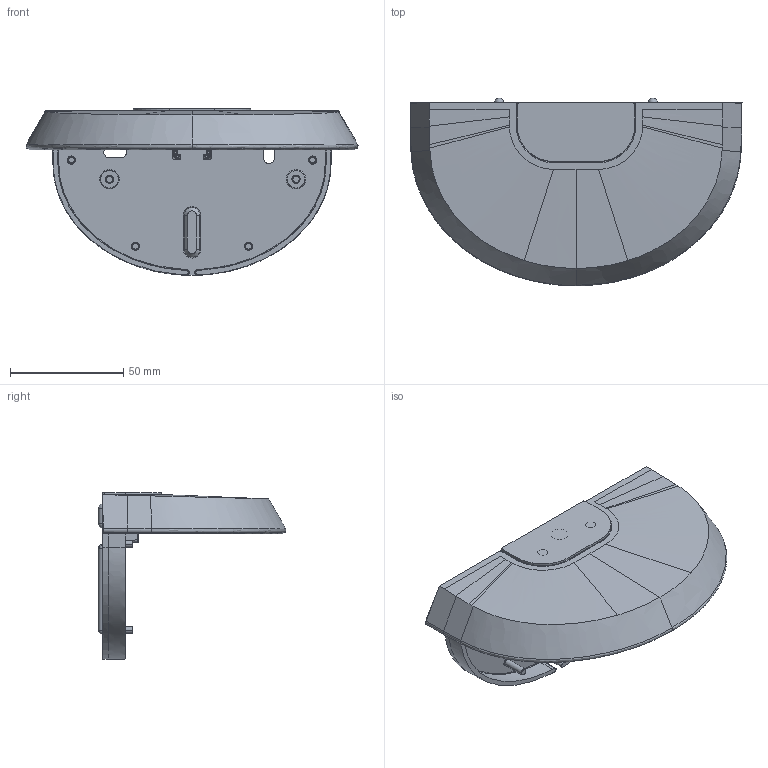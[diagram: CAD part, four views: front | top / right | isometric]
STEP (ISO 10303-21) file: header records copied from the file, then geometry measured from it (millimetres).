
FILE_DESCRIPTION((''),'2;1');
FILE_NAME('DB_007070_BG_WETTERHAUBE_RMS_AS_ASM','2012-02-14T',('dhelisch'),(''),'PRO/ENGINEER BY PARAMETRIC TECHNOLOGY CORPORATION, 2007250','PRO/ENGINEER BY PARAMETRIC TECHNOLOGY CORPORATION, 2007250','');
FILE_SCHEMA(('CONFIG_CONTROL_DESIGN'));
Length unit declared in the file: millimetre
Products named in the file (3): DB_007069_WETTERHAUBE_RMS_1; DB_007068_BEFEST_WETTERH_RMS_1; DB_007070_BG_WETTERHAUBE_RMS_AS_ASM
Assembly tree (2 placements, depth 2):
  DB_007070_BG_WETTERHAUBE_RMS_AS_ASM
    DB_007069_WETTERHAUBE_RMS_1
    DB_007068_BEFEST_WETTERH_RMS_1
Bounding box: 146.79 x 82.98 x 73.75 mm (x, y, z)
Volume: 27727.2 mm3; surface area: 47961.4 mm2
Topology: 1 solids, 2 shells, 348 faces, 908 edges, 571 vertices
Faces by surface type: plane 102, cylinder 95, cone 56, bspline 47, torus 38, sphere 8, extrusion 2
Entity records: 20443 total; most frequent: CARTESIAN_POINT 11259, ORIENTED_EDGE 1782, DIRECTION 1675, EDGE_CURVE 898, AXIS2_PLACEMENT_3D 630, VERTEX_POINT 571, VECTOR 415, LINE 413
